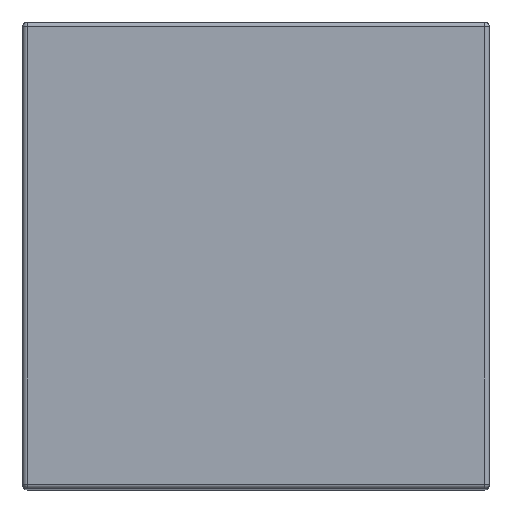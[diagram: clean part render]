
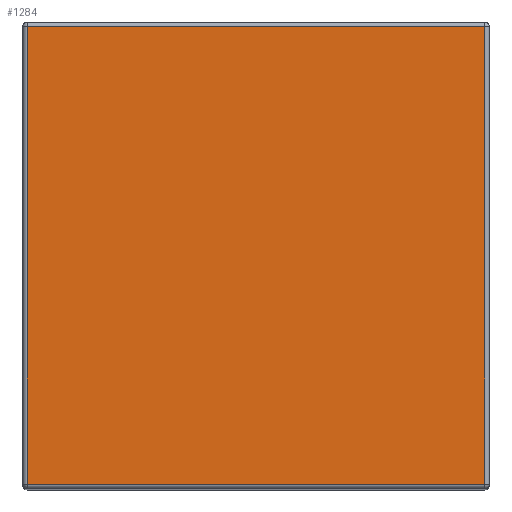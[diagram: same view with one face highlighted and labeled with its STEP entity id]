
A CAD part, top view. The second image highlights one B-rep face of the part: STEP entity #1284.
In plain terms, the highlighted planar face has unit normal (0, 0, 1).
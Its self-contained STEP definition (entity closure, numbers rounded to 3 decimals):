
#65=PLANE('',#1403);
#133=FACE_OUTER_BOUND('',#210,.T.);
#210=EDGE_LOOP('',(#940,#941,#942,#943));
#279=LINE('',#1853,#417);
#281=LINE('',#1861,#419);
#283=LINE('',#1871,#421);
#285=LINE('',#1880,#423);
#417=VECTOR('',#1495,10.);
#419=VECTOR('',#1503,10.);
#421=VECTOR('',#1515,10.);
#423=VECTOR('',#1527,10.);
#589=VERTEX_POINT('',#1850);
#590=VERTEX_POINT('',#1852);
#593=VERTEX_POINT('',#1860);
#596=VERTEX_POINT('',#1870);
#709=EDGE_CURVE('',#589,#590,#279,.T.);
#713=EDGE_CURVE('',#590,#593,#281,.T.);
#718=EDGE_CURVE('',#593,#596,#283,.T.);
#723=EDGE_CURVE('',#596,#589,#285,.T.);
#940=ORIENTED_EDGE('',*,*,#709,.F.);
#941=ORIENTED_EDGE('',*,*,#723,.F.);
#942=ORIENTED_EDGE('',*,*,#718,.F.);
#943=ORIENTED_EDGE('',*,*,#713,.F.);
#1284=ADVANCED_FACE('',(#133),#65,.T.);
#1403=AXIS2_PLACEMENT_3D('',#1906,#1558,#1559);
#1495=DIRECTION('',(-1.,0.,0.));
#1503=DIRECTION('',(0.,1.,0.));
#1515=DIRECTION('',(1.,0.,0.));
#1527=DIRECTION('',(0.,-1.,0.));
#1558=DIRECTION('center_axis',(0.,0.,1.));
#1559=DIRECTION('ref_axis',(0.,1.,0.));
#1850=CARTESIAN_POINT('',(141.984,153.68,21.905));
#1852=CARTESIAN_POINT('',(137.084,153.68,21.905));
#1853=CARTESIAN_POINT('',(138.284,153.68,21.905));
#1860=CARTESIAN_POINT('',(137.084,158.58,21.905));
#1861=CARTESIAN_POINT('',(137.084,157.38,21.905));
#1870=CARTESIAN_POINT('',(141.984,158.58,21.905));
#1871=CARTESIAN_POINT('',(140.784,158.58,21.905));
#1880=CARTESIAN_POINT('',(141.984,154.88,21.905));
#1906=CARTESIAN_POINT('Origin',(139.534,156.13,21.905));
